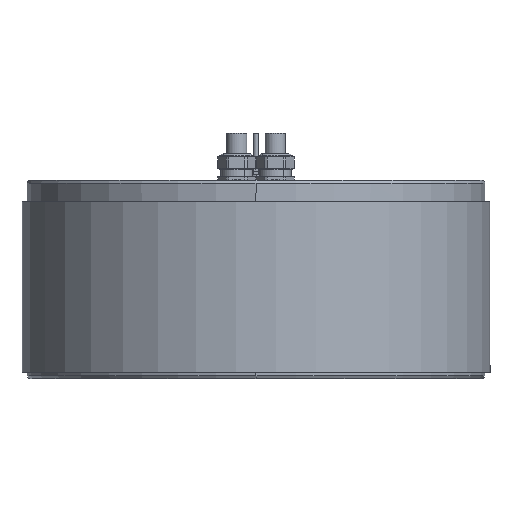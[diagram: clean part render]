
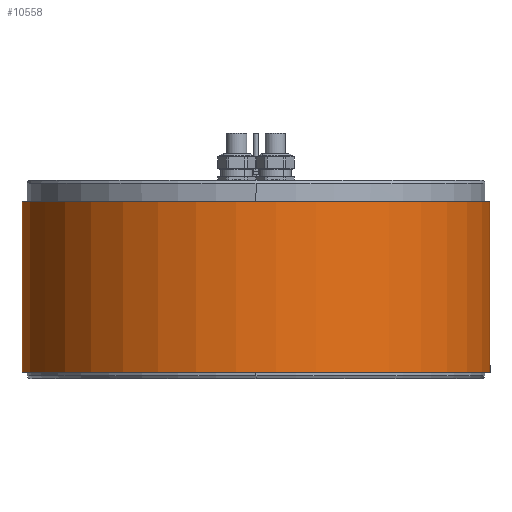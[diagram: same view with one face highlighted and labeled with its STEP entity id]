
A CAD part, front view. The second image highlights one B-rep face of the part: STEP entity #10558.
In plain terms, the highlighted cylindrical face has radius 248.5 mm (diameter 497 mm), a partial arc.
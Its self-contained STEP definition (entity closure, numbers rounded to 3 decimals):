
#1622=CARTESIAN_POINT('',(0.,0.,-22.6));
#1623=DIRECTION('',(0.,0.,1.));
#1624=DIRECTION('',(-0.119,0.993,0.));
#1625=AXIS2_PLACEMENT_3D('',#1622,#1623,#1624);
#1627=DIRECTION('',(0.,0.,1.));
#1628=VECTOR('',#1627,180.8);
#1629=CARTESIAN_POINT('',(29.5,246.743,-203.4));
#1630=LINE('',#1629,#1628);
#1631=CARTESIAN_POINT('',(0.,0.,-203.4));
#1632=DIRECTION('',(0.,0.,-1.));
#1633=DIRECTION('',(0.119,0.993,0.));
#1634=AXIS2_PLACEMENT_3D('',#1631,#1632,#1633);
#1636=DIRECTION('',(0.,0.,1.));
#1637=VECTOR('',#1636,180.8);
#1638=CARTESIAN_POINT('',(-29.5,246.743,-203.4));
#1639=LINE('',#1638,#1637);
#6883=CARTESIAN_POINT('',(-29.5,246.743,-203.4));
#6884=CARTESIAN_POINT('',(29.5,246.743,-203.4));
#6885=VERTEX_POINT('',#6883);
#6886=VERTEX_POINT('',#6884);
#6887=CARTESIAN_POINT('',(-29.5,246.743,-22.6));
#6888=CARTESIAN_POINT('',(29.5,246.743,-22.6));
#6889=VERTEX_POINT('',#6887);
#6890=VERTEX_POINT('',#6888);
#10546=CARTESIAN_POINT('',(0.,0.,-13.56));
#10547=DIRECTION('',(0.,0.,-1.));
#10548=DIRECTION('',(1.,0.,0.));
#10549=AXIS2_PLACEMENT_3D('',#10546,#10547,#10548);
#10550=CYLINDRICAL_SURFACE('',#10549,248.5);
#10552=ORIENTED_EDGE('',*,*,#10551,.T.);
#10553=ORIENTED_EDGE('',*,*,#10511,.F.);
#10554=ORIENTED_EDGE('',*,*,#10535,.T.);
#10555=ORIENTED_EDGE('',*,*,#10515,.T.);
#10556=EDGE_LOOP('',(#10552,#10553,#10554,#10555));
#10557=FACE_OUTER_BOUND('',#10556,.F.);
#10558=ADVANCED_FACE('',(#10557),#10550,.T.);
#1626=CIRCLE('',#1625,248.5);
#1635=CIRCLE('',#1634,248.5);
#10511=EDGE_CURVE('',#6886,#6890,#1630,.T.);
#10515=EDGE_CURVE('',#6885,#6889,#1639,.T.);
#10535=EDGE_CURVE('',#6886,#6885,#1635,.T.);
#10551=EDGE_CURVE('',#6889,#6890,#1626,.T.);
